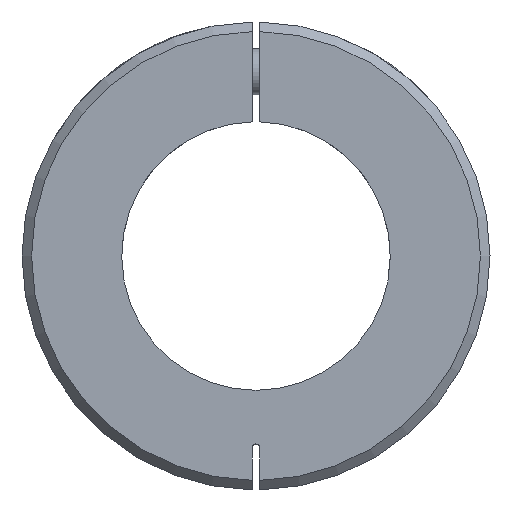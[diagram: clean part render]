
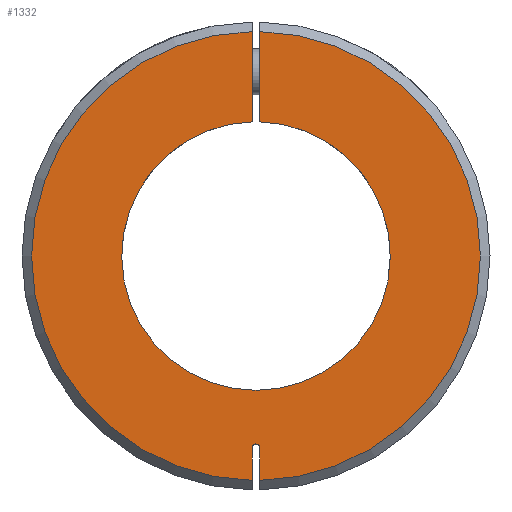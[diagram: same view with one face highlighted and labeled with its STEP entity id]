
A CAD part, left-side view. The second image highlights one B-rep face of the part: STEP entity #1332.
In plain terms, the highlighted planar face has unit normal (-1, 0, 0).
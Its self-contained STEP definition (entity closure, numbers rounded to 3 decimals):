
#105 = LINE ( 'NONE', #3634, #1501 ) ;
#183 = DIRECTION ( 'NONE',  ( 0., 0., -1. ) ) ;
#325 = CARTESIAN_POINT ( 'NONE',  ( -110., 1., -49. ) ) ;
#330 = CARTESIAN_POINT ( 'NONE',  ( -110., -1., -58.491 ) ) ;
#351 = FACE_OUTER_BOUND ( 'NONE', #2034, .T. ) ;
#455 = VECTOR ( 'NONE', #1622, 1000. ) ;
#537 = EDGE_CURVE ( 'NONE', #6329, #5415, #2042, .T. ) ;
#656 = ORIENTED_EDGE ( 'NONE', *, *, #916, .F. ) ;
#686 = CARTESIAN_POINT ( 'NONE',  ( -110., 1., -58.491 ) ) ;
#723 = CIRCLE ( 'NONE', #3714, 1. ) ;
#750 = VERTEX_POINT ( 'NONE', #6296 ) ;
#847 = CARTESIAN_POINT ( 'NONE',  ( -110., 0., 0. ) ) ;
#857 = AXIS2_PLACEMENT_3D ( 'NONE', #5410, #1403, #183 ) ;
#916 = EDGE_CURVE ( 'NONE', #4676, #2893, #1848, .T. ) ;
#975 = EDGE_CURVE ( 'NONE', #5415, #2890, #4198, .T. ) ;
#1037 = AXIS2_PLACEMENT_3D ( 'NONE', #5055, #1396, #2109 ) ;
#1057 = VECTOR ( 'NONE', #3213, 1000. ) ;
#1077 = EDGE_CURVE ( 'NONE', #4676, #750, #105, .T. ) ;
#1096 = AXIS2_PLACEMENT_3D ( 'NONE', #2669, #6328, #2073 ) ;
#1332 = ADVANCED_FACE ( 'NONE', ( #351 ), #6253, .F. ) ;
#1357 = EDGE_CURVE ( 'NONE', #2890, #5146, #723, .T. ) ;
#1389 = DIRECTION ( 'NONE',  ( 0., 0., 1. ) ) ;
#1396 = DIRECTION ( 'NONE',  ( -1., 0., 0. ) ) ;
#1403 = DIRECTION ( 'NONE',  ( 1., 0., 0. ) ) ;
#1407 = CIRCLE ( 'NONE', #1037, 58.5 ) ;
#1476 = AXIS2_PLACEMENT_3D ( 'NONE', #4156, #6493, #5575 ) ;
#1501 = VECTOR ( 'NONE', #6597, 1000. ) ;
#1561 = CARTESIAN_POINT ( 'NONE',  ( -110., -1., 34.986 ) ) ;
#1587 = EDGE_CURVE ( 'NONE', #7405, #7227, #1407, .T. ) ;
#1622 = DIRECTION ( 'NONE',  ( 0., 0., -1. ) ) ;
#1848 = CIRCLE ( 'NONE', #3166, 35. ) ;
#2034 = EDGE_LOOP ( 'NONE', ( #656, #2485, #3736, #4722, #6765, #4494, #3960, #3565, #3928 ) ) ;
#2042 = LINE ( 'NONE', #325, #3815 ) ;
#2073 = DIRECTION ( 'NONE',  ( 0., 0., -1. ) ) ;
#2109 = DIRECTION ( 'NONE',  ( 0., 0., -1. ) ) ;
#2485 = ORIENTED_EDGE ( 'NONE', *, *, #1077, .T. ) ;
#2635 = DIRECTION ( 'NONE',  ( 1., 0., 0. ) ) ;
#2669 = CARTESIAN_POINT ( 'NONE',  ( -110., 61., 0. ) ) ;
#2679 = CARTESIAN_POINT ( 'NONE',  ( -110., -1., 61. ) ) ;
#2890 = VERTEX_POINT ( 'NONE', #5171 ) ;
#2893 = VERTEX_POINT ( 'NONE', #1561 ) ;
#3124 = DIRECTION ( 'NONE',  ( -1., 0., 0. ) ) ;
#3166 = AXIS2_PLACEMENT_3D ( 'NONE', #847, #3124, #6055 ) ;
#3213 = DIRECTION ( 'NONE',  ( 0., 0., -1. ) ) ;
#3397 = CARTESIAN_POINT ( 'NONE',  ( -110., 0., -50. ) ) ;
#3507 = EDGE_CURVE ( 'NONE', #7227, #2893, #6892, .T. ) ;
#3565 = ORIENTED_EDGE ( 'NONE', *, *, #1587, .T. ) ;
#3634 = CARTESIAN_POINT ( 'NONE',  ( -110., 1., 61. ) ) ;
#3714 = AXIS2_PLACEMENT_3D ( 'NONE', #3397, #2635, #5067 ) ;
#3736 = ORIENTED_EDGE ( 'NONE', *, *, #4893, .T. ) ;
#3815 = VECTOR ( 'NONE', #1389, 1000. ) ;
#3928 = ORIENTED_EDGE ( 'NONE', *, *, #3507, .T. ) ;
#3960 = ORIENTED_EDGE ( 'NONE', *, *, #4947, .T. ) ;
#4156 = CARTESIAN_POINT ( 'NONE',  ( -110., 0., 0. ) ) ;
#4198 = CIRCLE ( 'NONE', #857, 1. ) ;
#4494 = ORIENTED_EDGE ( 'NONE', *, *, #1357, .T. ) ;
#4676 = VERTEX_POINT ( 'NONE', #5834 ) ;
#4722 = ORIENTED_EDGE ( 'NONE', *, *, #537, .T. ) ;
#4778 = CIRCLE ( 'NONE', #1476, 58.5 ) ;
#4877 = CARTESIAN_POINT ( 'NONE',  ( -110., -1., -49. ) ) ;
#4893 = EDGE_CURVE ( 'NONE', #750, #6329, #4778, .T. ) ;
#4947 = EDGE_CURVE ( 'NONE', #5146, #7405, #5650, .T. ) ;
#5055 = CARTESIAN_POINT ( 'NONE',  ( -110., 0., 0. ) ) ;
#5067 = DIRECTION ( 'NONE',  ( 0., 0., -1. ) ) ;
#5146 = VERTEX_POINT ( 'NONE', #5596 ) ;
#5171 = CARTESIAN_POINT ( 'NONE',  ( -110., 0., -49. ) ) ;
#5410 = CARTESIAN_POINT ( 'NONE',  ( -110., 0., -50. ) ) ;
#5415 = VERTEX_POINT ( 'NONE', #6625 ) ;
#5575 = DIRECTION ( 'NONE',  ( 0., 0., -1. ) ) ;
#5596 = CARTESIAN_POINT ( 'NONE',  ( -110., -1., -50. ) ) ;
#5650 = LINE ( 'NONE', #4877, #1057 ) ;
#5834 = CARTESIAN_POINT ( 'NONE',  ( -110., 1., 34.986 ) ) ;
#6055 = DIRECTION ( 'NONE',  ( 0., 0., 1. ) ) ;
#6253 = PLANE ( 'NONE',  #1096 ) ;
#6296 = CARTESIAN_POINT ( 'NONE',  ( -110., 1., 58.491 ) ) ;
#6328 = DIRECTION ( 'NONE',  ( 1., 0., 0. ) ) ;
#6329 = VERTEX_POINT ( 'NONE', #686 ) ;
#6493 = DIRECTION ( 'NONE',  ( -1., 0., 0. ) ) ;
#6597 = DIRECTION ( 'NONE',  ( 0., 0., 1. ) ) ;
#6625 = CARTESIAN_POINT ( 'NONE',  ( -110., 1., -50. ) ) ;
#6765 = ORIENTED_EDGE ( 'NONE', *, *, #975, .T. ) ;
#6892 = LINE ( 'NONE', #2679, #455 ) ;
#6914 = CARTESIAN_POINT ( 'NONE',  ( -110., -1., 58.491 ) ) ;
#7227 = VERTEX_POINT ( 'NONE', #6914 ) ;
#7405 = VERTEX_POINT ( 'NONE', #330 ) ;
